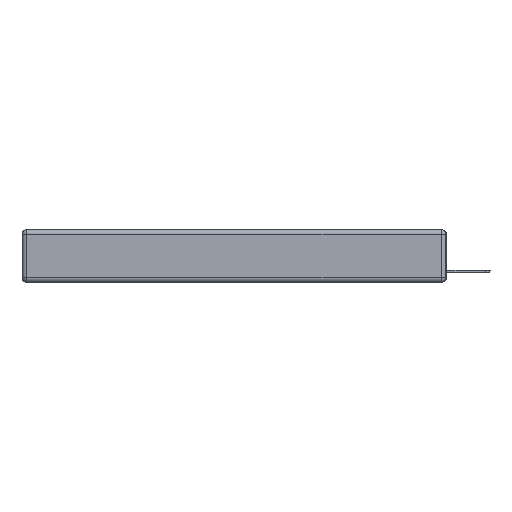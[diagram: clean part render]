
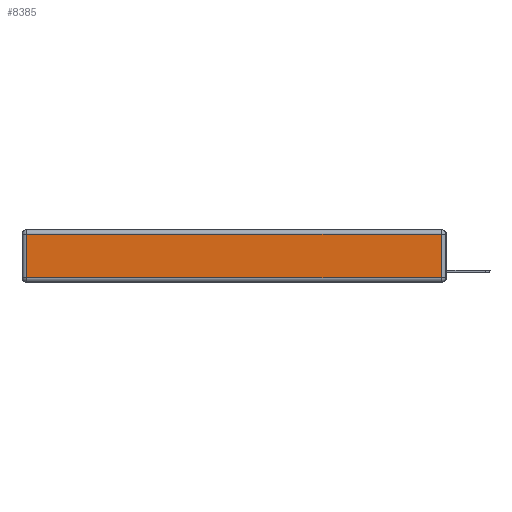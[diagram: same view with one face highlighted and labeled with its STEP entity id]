
A CAD part, left-side view. The second image highlights one B-rep face of the part: STEP entity #8385.
In plain terms, the highlighted planar face has unit normal (-1, 0, 0).
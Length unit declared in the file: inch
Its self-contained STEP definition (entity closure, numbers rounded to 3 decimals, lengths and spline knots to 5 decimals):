
#170 = DIRECTION ( 'NONE',  ( 0., 0., 1. ) ) ;
#1272 = CARTESIAN_POINT ( 'NONE',  ( 0., 2.72, -0.313 ) ) ;
#2094 = ORIENTED_EDGE ( 'NONE', *, *, #7670, .T. ) ;
#2628 = DIRECTION ( 'NONE',  ( 0., 0., -1. ) ) ;
#3337 = ORIENTED_EDGE ( 'NONE', *, *, #19236, .T. ) ;
#3463 = ORIENTED_EDGE ( 'NONE', *, *, #25241, .T. ) ;
#4276 = CARTESIAN_POINT ( 'NONE',  ( 0., 0.03, -0.343 ) ) ;
#5499 = VERTEX_POINT ( 'NONE', #18425 ) ;
#5841 = AXIS2_PLACEMENT_3D ( 'NONE', #24695, #10094, #13943 ) ;
#6128 = VERTEX_POINT ( 'NONE', #1272 ) ;
#6711 = LINE ( 'NONE', #4276, #17584 ) ;
#7670 = EDGE_CURVE ( 'NONE', #5499, #6128, #23123, .T. ) ;
#7875 = LINE ( 'NONE', #24544, #12004 ) ;
#8385 = ADVANCED_FACE ( 'NONE', ( #14344 ), #26635, .T. ) ;
#10011 = ORIENTED_EDGE ( 'NONE', *, *, #18407, .T. ) ;
#10094 = DIRECTION ( 'NONE',  ( -1., 0., 0. ) ) ;
#10905 = VERTEX_POINT ( 'NONE', #21991 ) ;
#12004 = VECTOR ( 'NONE', #22231, 39.37008 ) ;
#13943 = DIRECTION ( 'NONE',  ( 0., 0., 1. ) ) ;
#14344 = FACE_OUTER_BOUND ( 'NONE', #23155, .T. ) ;
#14869 = VECTOR ( 'NONE', #17183, 39.37008 ) ;
#15263 = CARTESIAN_POINT ( 'NONE',  ( 0., 2.75, -0.03 ) ) ;
#16996 = CARTESIAN_POINT ( 'NONE',  ( 0., 2.72, -0.343 ) ) ;
#17183 = DIRECTION ( 'NONE',  ( 0., 1., 0. ) ) ;
#17469 = VERTEX_POINT ( 'NONE', #24166 ) ;
#17491 = VECTOR ( 'NONE', #2628, 39.37008 ) ;
#17584 = VECTOR ( 'NONE', #170, 39.37008 ) ;
#18407 = EDGE_CURVE ( 'NONE', #17469, #10905, #6711, .T. ) ;
#18425 = CARTESIAN_POINT ( 'NONE',  ( 0., 2.72, -0.03 ) ) ;
#19236 = EDGE_CURVE ( 'NONE', #6128, #17469, #7875, .T. ) ;
#21925 = LINE ( 'NONE', #15263, #14869 ) ;
#21991 = CARTESIAN_POINT ( 'NONE',  ( 0., 0.03, -0.03 ) ) ;
#22231 = DIRECTION ( 'NONE',  ( 0., -1., 0. ) ) ;
#23123 = LINE ( 'NONE', #16996, #17491 ) ;
#23155 = EDGE_LOOP ( 'NONE', ( #3337, #10011, #3463, #2094 ) ) ;
#24166 = CARTESIAN_POINT ( 'NONE',  ( 0., 0.03, -0.313 ) ) ;
#24544 = CARTESIAN_POINT ( 'NONE',  ( 0., 0., -0.313 ) ) ;
#24695 = CARTESIAN_POINT ( 'NONE',  ( 0., 0., -0.343 ) ) ;
#25241 = EDGE_CURVE ( 'NONE', #10905, #5499, #21925, .T. ) ;
#26635 = PLANE ( 'NONE',  #5841 ) ;
